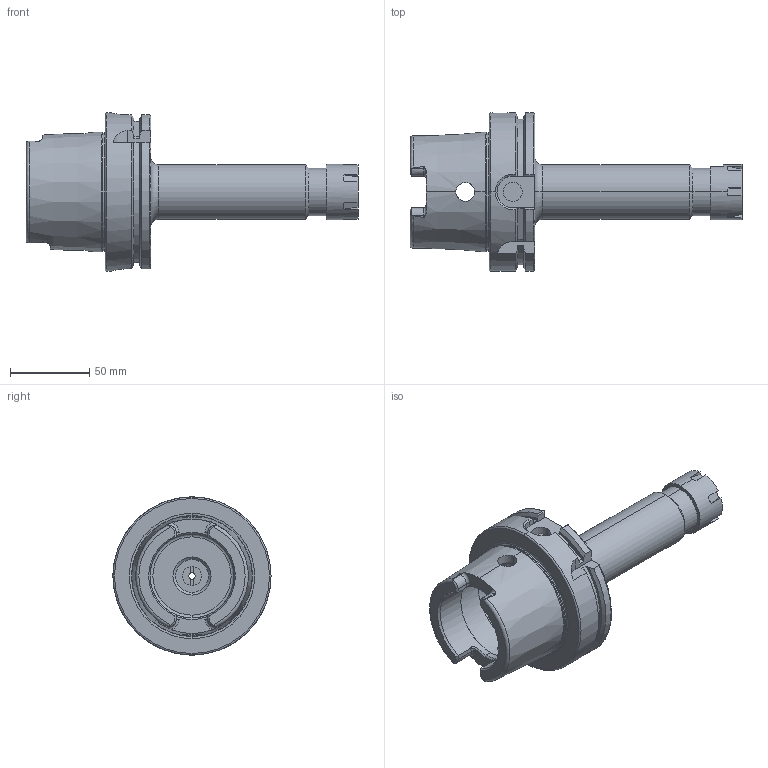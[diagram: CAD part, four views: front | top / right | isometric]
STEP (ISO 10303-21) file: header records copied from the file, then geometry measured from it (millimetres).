
FILE_DESCRIPTION (( 'STEP AP203' ), '1' );
FILE_NAME ('91100A-ERM25160.STEP', '2017-10-28T04:06:51', ( '' ), ( '' ), 'SwSTEP 2.0', 'SolidWorks 2009', '' );
FILE_SCHEMA (( 'CONFIG_CONTROL_DESIGN' ));
Length unit declared in the file: millimetre
Products named in the file (4): FTNUTER25M; FTSCWM18X150; HSKA100CCHER25160MWW; 91100A-ERM25160
Assembly tree (3 placements, depth 2):
  91100A-ERM25160
    FTSCWM18X150
    FTNUTER25M
    HSKA100CCHER25160MWW
Bounding box: 210 x 100 x 100 mm (x, y, z)
Volume: 347093 mm3; surface area: 74955.6 mm2
Topology: 3 solids, 3 shells, 248 faces, 628 edges, 390 vertices
Faces by surface type: plane 96, cylinder 70, cone 43, torus 29, bspline 10
Entity records: 9103 total; most frequent: CARTESIAN_POINT 2823, ORIENTED_EDGE 1252, DIRECTION 1226, EDGE_CURVE 626, AXIS2_PLACEMENT_3D 484, VERTEX_POINT 390, EDGE_LOOP 264, VECTOR 258
